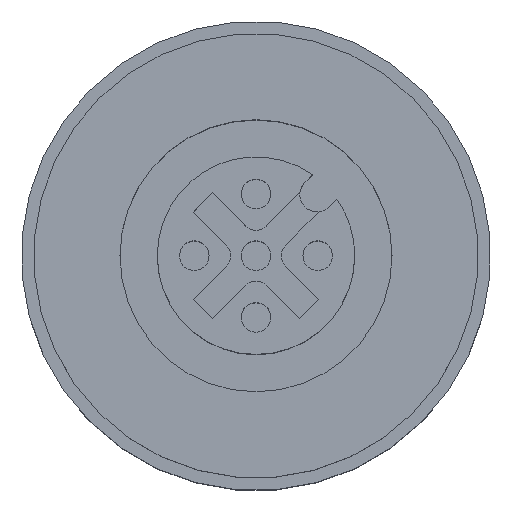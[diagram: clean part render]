
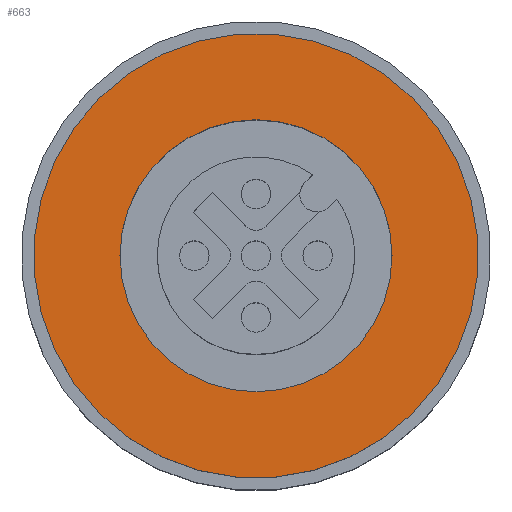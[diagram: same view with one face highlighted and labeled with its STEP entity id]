
A CAD part, top view. The second image highlights one B-rep face of the part: STEP entity #663.
In plain terms, the highlighted planar face has unit normal (0, 0, 1).
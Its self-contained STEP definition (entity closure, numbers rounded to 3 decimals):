
#663=ADVANCED_FACE('',(#1710,#1711),#1712,.T.);
#1710=FACE_OUTER_BOUND('',#3163,.T.);
#1711=FACE_BOUND('',#3164,.T.);
#1712=PLANE('',#3165);
#3163=EDGE_LOOP('',(#5119,#5120));
#3164=EDGE_LOOP('',(#5121,#5122));
#3165=AXIS2_PLACEMENT_3D('',#5123,#5124,#5125);
#5119=ORIENTED_EDGE('',*,*,#9104,.F.);
#5120=ORIENTED_EDGE('',*,*,#9262,.F.);
#5121=ORIENTED_EDGE('',*,*,#9111,.T.);
#5122=ORIENTED_EDGE('',*,*,#9259,.T.);
#5123=CARTESIAN_POINT('',(5.581,14.419,9.15));
#5124=DIRECTION('',(0.,0.,1.0));
#5125=DIRECTION('',(-0.087,0.996,0.));
#9104=EDGE_CURVE('',#11109,#11112,#11113,.T.);
#9111=EDGE_CURVE('',#11119,#11123,#11125,.T.);
#9259=EDGE_CURVE('',#11123,#11119,#11347,.T.);
#9262=EDGE_CURVE('',#11112,#11109,#11350,.T.);
#11109=VERTEX_POINT('',#14931);
#11112=VERTEX_POINT('',#14935);
#11113=CIRCLE('',#14936,9.0);
#11119=VERTEX_POINT('',#14943);
#11123=VERTEX_POINT('',#14948);
#11125=CIRCLE('',#14951,5.509);
#11347=CIRCLE('',#15238,5.509);
#11350=CIRCLE('',#15241,9.0);
#14931=CARTESIAN_POINT('',(3.636,16.364,9.15));
#14935=CARTESIAN_POINT('',(16.364,3.636,9.15));
#14936=AXIS2_PLACEMENT_3D('',#19373,#19374,#19375);
#14943=CARTESIAN_POINT('',(10.,15.509,9.15));
#14948=CARTESIAN_POINT('',(10.,4.491,9.15));
#14951=AXIS2_PLACEMENT_3D('',#19385,#19386,#19387);
#15238=AXIS2_PLACEMENT_3D('',#19585,#19586,#19587);
#15241=AXIS2_PLACEMENT_3D('',#19591,#19592,#19593);
#19373=CARTESIAN_POINT('',(10.,10.,9.15));
#19374=DIRECTION('',(0.,0.,-1.0));
#19375=DIRECTION('',(-0.707,0.707,0.));
#19385=CARTESIAN_POINT('',(10.,10.,9.15));
#19386=DIRECTION('',(0.,0.,-1.0));
#19387=DIRECTION('',(0.,1.0,0.));
#19585=CARTESIAN_POINT('',(10.,10.,9.15));
#19586=DIRECTION('',(0.,0.,-1.0));
#19587=DIRECTION('',(0.,1.0,0.));
#19591=CARTESIAN_POINT('',(10.,10.,9.15));
#19592=DIRECTION('',(0.,0.,-1.0));
#19593=DIRECTION('',(-0.707,0.707,0.));
